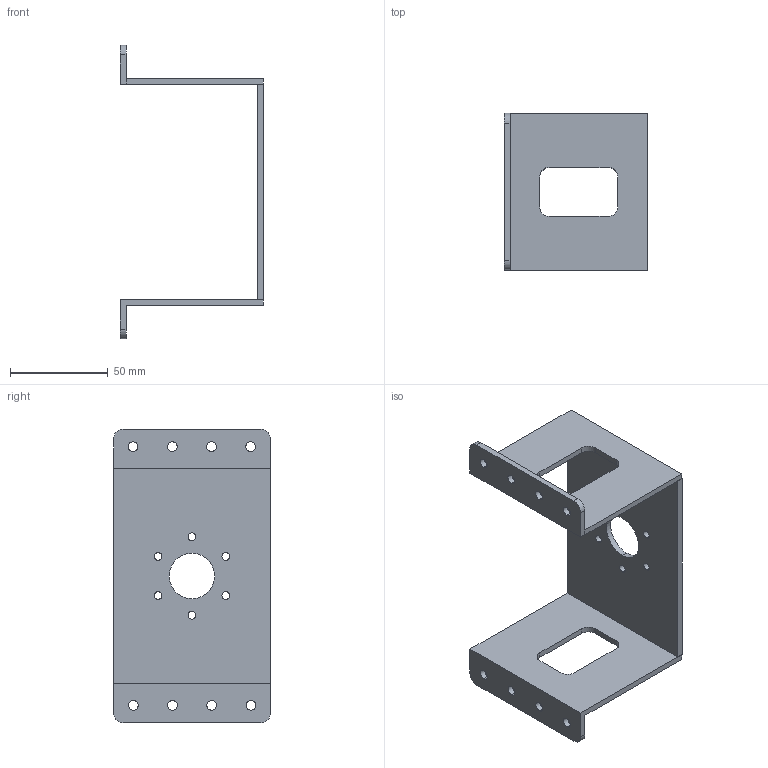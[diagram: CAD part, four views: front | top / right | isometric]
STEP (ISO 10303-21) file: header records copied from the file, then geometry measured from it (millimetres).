
FILE_DESCRIPTION (( 'STEP AP203' ), '1' );
FILE_NAME ('Yaw6623假蚾釱.STEP', '2017-11-14T09:05:04', ( 'User' ), ( 'china' ), 'SwSTEP 2.0', 'SolidWorks 2016', '' );
FILE_SCHEMA (( 'CONFIG_CONTROL_DESIGN' ));
Length unit declared in the file: millimetre
Products named in the file (1): Yaw6623假蚾釱
Bounding box: 73.21 x 80.06 x 150 mm (x, y, z)
Volume: 61698.7 mm3; surface area: 44945.9 mm2
Topology: 1 solids, 1 shells, 75 faces, 214 edges, 141 vertices
Faces by surface type: cylinder 42, plane 33
Entity records: 2617 total; most frequent: DIRECTION 450, CARTESIAN_POINT 431, ORIENTED_EDGE 428, EDGE_CURVE 214, AXIS2_PLACEMENT_3D 160, VERTEX_POINT 141, VECTOR 130, LINE 130
